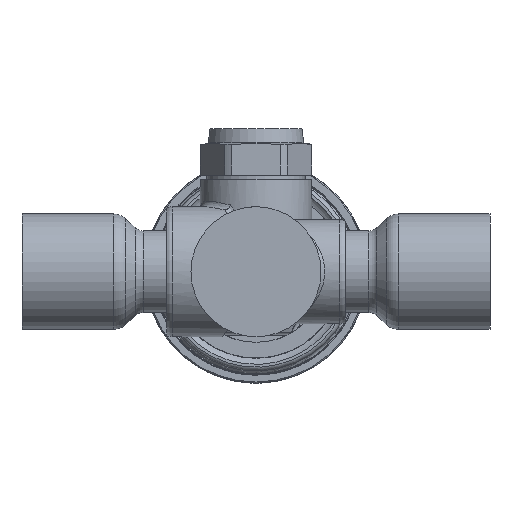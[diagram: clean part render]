
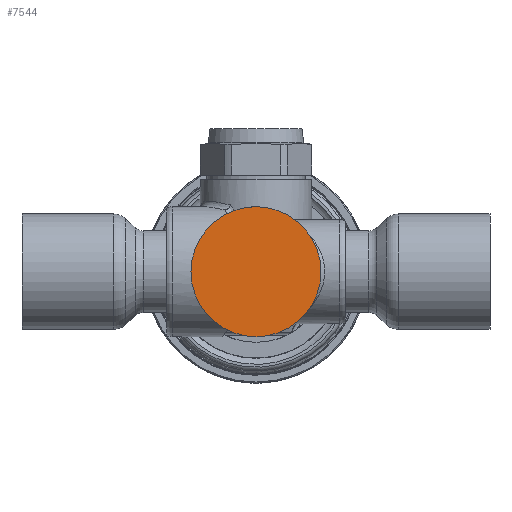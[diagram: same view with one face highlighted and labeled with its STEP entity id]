
A CAD part, front view. The second image highlights one B-rep face of the part: STEP entity #7544.
In plain terms, the highlighted planar face has unit normal (0, -1, 0).
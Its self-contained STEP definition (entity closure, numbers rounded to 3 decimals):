
#247=PLANE('',#8228);
#765=FACE_OUTER_BOUND('',#1215,.T.);
#1215=EDGE_LOOP('',(#5966,#5967));
#1721=CIRCLE('',#8229,17.5);
#1722=CIRCLE('',#8230,17.5);
#3219=VERTEX_POINT('',#23702);
#3220=VERTEX_POINT('',#23703);
#4226=EDGE_CURVE('',#3219,#3220,#1721,.T.);
#4227=EDGE_CURVE('',#3220,#3219,#1722,.T.);
#5966=ORIENTED_EDGE('',*,*,#4226,.F.);
#5967=ORIENTED_EDGE('',*,*,#4227,.F.);
#7544=ADVANCED_FACE('',(#765),#247,.T.);
#8228=AXIS2_PLACEMENT_3D('',#23701,#9781,#9782);
#8229=AXIS2_PLACEMENT_3D('',#23704,#9783,#9784);
#8230=AXIS2_PLACEMENT_3D('',#23705,#9785,#9786);
#9781=DIRECTION('center_axis',(0.,-1.,0.));
#9782=DIRECTION('ref_axis',(0.,0.,-1.));
#9783=DIRECTION('center_axis',(0.,1.,0.));
#9784=DIRECTION('ref_axis',(0.,0.,-1.));
#9785=DIRECTION('center_axis',(0.,1.,0.));
#9786=DIRECTION('ref_axis',(0.,0.,-1.));
#23701=CARTESIAN_POINT('Origin',(2.221,-59.91,121.75));
#23702=CARTESIAN_POINT('',(2.221,-59.91,104.25));
#23703=CARTESIAN_POINT('',(2.221,-59.91,139.25));
#23704=CARTESIAN_POINT('Origin',(2.221,-59.91,121.75));
#23705=CARTESIAN_POINT('Origin',(2.221,-59.91,121.75));
